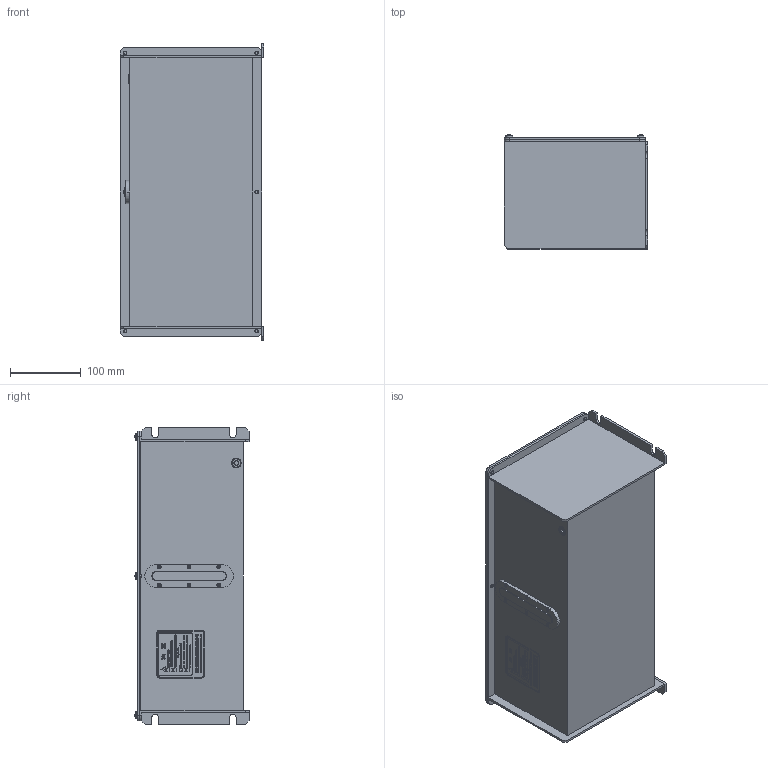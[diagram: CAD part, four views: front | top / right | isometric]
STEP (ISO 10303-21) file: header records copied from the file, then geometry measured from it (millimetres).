
FILE_DESCRIPTION (( 'STEP AP214' ), '1' );
FILE_NAME ('AMO-60B×°Åä.STEP', '2025-07-09T05:09:13', ( '' ), ( '' ), 'SwSTEP 2.0', 'SolidWorks 2018', '' );
FILE_SCHEMA (( 'AUTOMOTIVE_DESIGN' ));
Length unit declared in the file: millimetre
Products named in the file (1): AMO-60B蚾饜
Bounding box: 203 x 161.63 x 420 mm (x, y, z)
Surface area: 527544.9 mm2 (no closed solid volume)
Topology: 0 solids, 302 shells, 917 faces, 11258 edges, 10627 vertices
Faces by surface type: plane 671, cylinder 152, cone 49, sphere 24, torus 12, bspline 9
Entity records: 144237 total; most frequent: CARTESIAN_POINT 66747, ORIENTED_EDGE 12257, EDGE_CURVE 11258, VERTEX_POINT 10627, DIRECTION 9596, LINE 5260, VECTOR 5260, B_SPLINE_CURVE_WITH_KNOTS 4728
